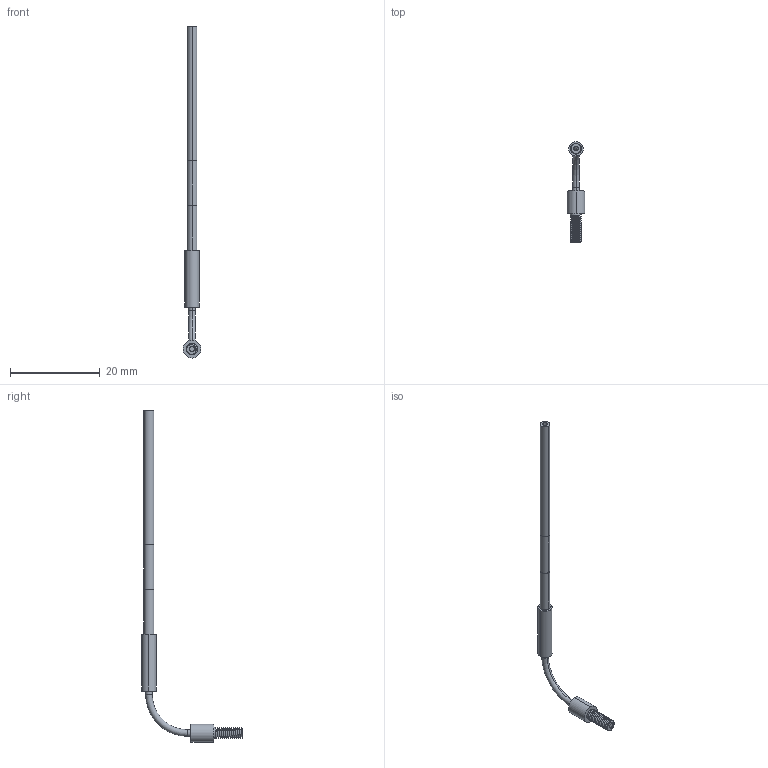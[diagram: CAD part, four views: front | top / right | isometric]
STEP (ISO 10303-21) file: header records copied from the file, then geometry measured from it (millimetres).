
FILE_DESCRIPTION((''),'2;1');
FILE_NAME('194008_ASM','2016-04-01T',('PDMAdmin'),(''),'PRO/ENGINEER BY PARAMETRIC TECHNOLOGY CORPORATION, 2013230','PRO/ENGINEER BY PARAMETRIC TECHNOLOGY CORPORATION, 2013230','');
FILE_SCHEMA(('CONFIG_CONTROL_DESIGN'));
Length unit declared in the file: inch
Products named in the file (7): 58140; 51028; 35314_AF0; 10140_AF0; FIBER_CORE_1MMX6; 56130_ASM; 194008_ASM
Assembly tree (6 placements, depth 3):
  194008_ASM
    56130_ASM
      58140
      51028
      35314_AF0
      10140_AF0
      FIBER_CORE_1MMX6
Bounding box: 3.99 x 22.38 x 74.03 mm (x, y, z)
Volume: 305.3 mm3; surface area: 1317.7 mm2
Topology: 5 solids, 6 shells, 98 faces, 227 edges, 140 vertices
Faces by surface type: cylinder 62, bspline 14, plane 12, cone 6, torus 4
Entity records: 5659 total; most frequent: CARTESIAN_POINT 3360, ORIENTED_EDGE 450, DIRECTION 436, EDGE_CURVE 227, AXIS2_PLACEMENT_3D 179, VERTEX_POINT 140, EDGE_LOOP 107, FACE_OUTER_BOUND 98
